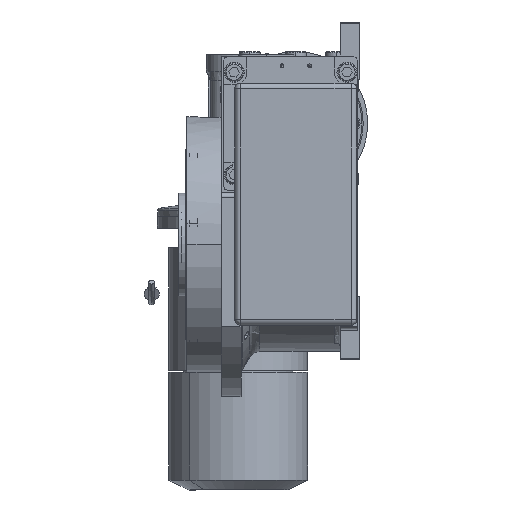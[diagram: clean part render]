
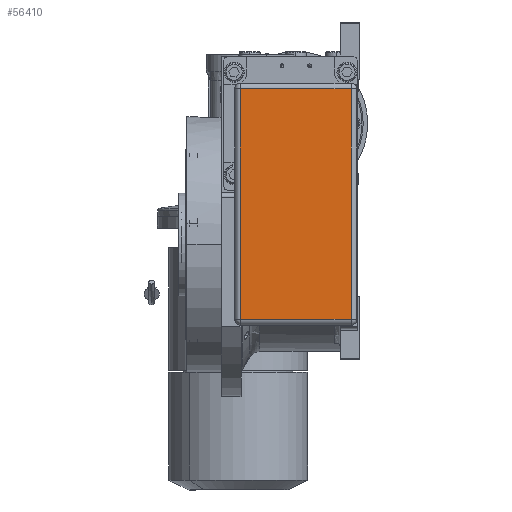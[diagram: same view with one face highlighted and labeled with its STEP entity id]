
A CAD part, left-side view. The second image highlights one B-rep face of the part: STEP entity #56410.
In plain terms, the highlighted face is planar.
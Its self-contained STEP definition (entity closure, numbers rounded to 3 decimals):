
#1383 = EDGE_LOOP ( 'NONE', ( #102883, #72968, #16380, #124671 ) ) ;
#4623 = VERTEX_POINT ( 'NONE', #106075 ) ;
#12058 = VECTOR ( 'NONE', #47661, 1000. ) ;
#16380 = ORIENTED_EDGE ( 'NONE', *, *, #124784, .T. ) ;
#20854 = EDGE_CURVE ( 'NONE', #84934, #24653, #67125, .T. ) ;
#21253 = VECTOR ( 'NONE', #45354, 1000. ) ;
#24653 = VERTEX_POINT ( 'NONE', #82019 ) ;
#26761 = CARTESIAN_POINT ( 'NONE',  ( 90., 115., 48. ) ) ;
#30483 = DIRECTION ( 'NONE',  ( 1., 0., 0. ) ) ;
#31844 = CARTESIAN_POINT ( 'NONE',  ( 95., 115., 53. ) ) ;
#37467 = DIRECTION ( 'NONE',  ( 0., 0., -1. ) ) ;
#45354 = DIRECTION ( 'NONE',  ( -1., 0., 0. ) ) ;
#45840 = DIRECTION ( 'NONE',  ( 0., 0., 1. ) ) ;
#47556 = EDGE_CURVE ( 'NONE', #4623, #84934, #131277, .T. ) ;
#47661 = DIRECTION ( 'NONE',  ( 1., 0., 0. ) ) ;
#52041 = DIRECTION ( 'NONE',  ( 0., 1., 0. ) ) ;
#52630 = EDGE_CURVE ( 'NONE', #24653, #94507, #55442, .T. ) ;
#55442 = LINE ( 'NONE', #96610, #21253 ) ;
#56410 = ADVANCED_FACE ( 'NONE', ( #114757 ), #83042, .T. ) ;
#57025 = CARTESIAN_POINT ( 'NONE',  ( 90., 115., -48. ) ) ;
#67125 = LINE ( 'NONE', #57025, #123542 ) ;
#72968 = ORIENTED_EDGE ( 'NONE', *, *, #52630, .T. ) ;
#80094 = AXIS2_PLACEMENT_3D ( 'NONE', #31844, #52041, #30483 ) ;
#82019 = CARTESIAN_POINT ( 'NONE',  ( 90., 115., -48. ) ) ;
#83042 = PLANE ( 'NONE',  #80094 ) ;
#84934 = VERTEX_POINT ( 'NONE', #93220 ) ;
#93220 = CARTESIAN_POINT ( 'NONE',  ( 90., 115., 48. ) ) ;
#94507 = VERTEX_POINT ( 'NONE', #119012 ) ;
#96610 = CARTESIAN_POINT ( 'NONE',  ( -110., 115., -48. ) ) ;
#97758 = CARTESIAN_POINT ( 'NONE',  ( -110., 115., 48. ) ) ;
#102883 = ORIENTED_EDGE ( 'NONE', *, *, #20854, .T. ) ;
#105490 = VECTOR ( 'NONE', #45840, 1000. ) ;
#106075 = CARTESIAN_POINT ( 'NONE',  ( -110., 115., 48. ) ) ;
#107243 = LINE ( 'NONE', #97758, #105490 ) ;
#114757 = FACE_OUTER_BOUND ( 'NONE', #1383, .T. ) ;
#119012 = CARTESIAN_POINT ( 'NONE',  ( -110., 115., -48. ) ) ;
#123542 = VECTOR ( 'NONE', #37467, 1000. ) ;
#124671 = ORIENTED_EDGE ( 'NONE', *, *, #47556, .T. ) ;
#124784 = EDGE_CURVE ( 'NONE', #94507, #4623, #107243, .T. ) ;
#131277 = LINE ( 'NONE', #26761, #12058 ) ;
